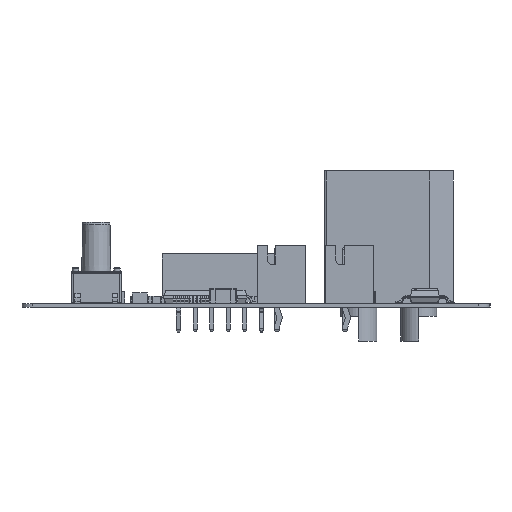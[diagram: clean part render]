
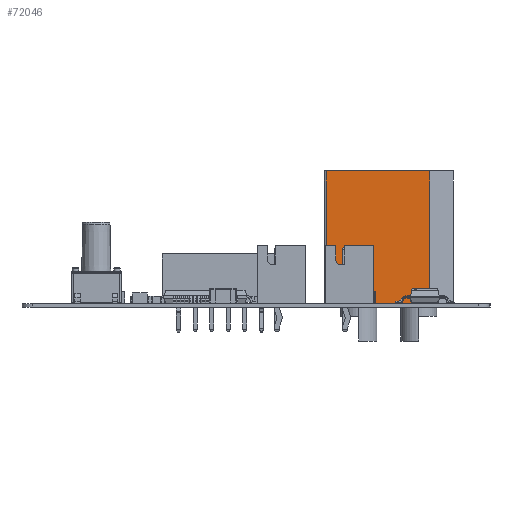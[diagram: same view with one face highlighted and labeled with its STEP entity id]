
A CAD part, left-side view. The second image highlights one B-rep face of the part: STEP entity #72046.
In plain terms, the highlighted face is planar.
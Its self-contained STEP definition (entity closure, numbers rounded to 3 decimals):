
#72046 = ADVANCED_FACE('',(#72047),#72081,.T.);
#72047 = FACE_BOUND('',#72048,.T.);
#72048 = EDGE_LOOP('',(#72049,#72059,#72067,#72075));
#72049 = ORIENTED_EDGE('',*,*,#72050,.T.);
#72050 = EDGE_CURVE('',#72051,#72053,#72055,.T.);
#72051 = VERTEX_POINT('',#72052);
#72052 = CARTESIAN_POINT('',(4.05,-7.55,-16.));
#72053 = VERTEX_POINT('',#72054);
#72054 = CARTESIAN_POINT('',(4.05,4.95,-16.));
#72055 = LINE('',#72056,#72057);
#72056 = CARTESIAN_POINT('',(4.05,-7.55,-16.));
#72057 = VECTOR('',#72058,1.);
#72058 = DIRECTION('',(0.,1.,0.));
#72059 = ORIENTED_EDGE('',*,*,#72060,.T.);
#72060 = EDGE_CURVE('',#72053,#72061,#72063,.T.);
#72061 = VERTEX_POINT('',#72062);
#72062 = CARTESIAN_POINT('',(4.05,4.95,0.));
#72063 = LINE('',#72064,#72065);
#72064 = CARTESIAN_POINT('',(4.05,4.95,-16.));
#72065 = VECTOR('',#72066,1.);
#72066 = DIRECTION('',(-0.,0.,1.));
#72067 = ORIENTED_EDGE('',*,*,#72068,.T.);
#72068 = EDGE_CURVE('',#72061,#72069,#72071,.T.);
#72069 = VERTEX_POINT('',#72070);
#72070 = CARTESIAN_POINT('',(4.05,-7.55,0.));
#72071 = LINE('',#72072,#72073);
#72072 = CARTESIAN_POINT('',(4.05,-7.55,0.));
#72073 = VECTOR('',#72074,1.);
#72074 = DIRECTION('',(0.,-1.,-0.));
#72075 = ORIENTED_EDGE('',*,*,#72076,.T.);
#72076 = EDGE_CURVE('',#72069,#72051,#72077,.T.);
#72077 = LINE('',#72078,#72079);
#72078 = CARTESIAN_POINT('',(4.05,-7.55,-16.));
#72079 = VECTOR('',#72080,1.);
#72080 = DIRECTION('',(0.,-0.,-1.));
#72081 = PLANE('',#72082);
#72082 = AXIS2_PLACEMENT_3D('',#72083,#72084,#72085);
#72083 = CARTESIAN_POINT('',(4.05,-7.55,-16.));
#72084 = DIRECTION('',(1.,0.,0.));
#72085 = DIRECTION('',(0.,1.,0.));
